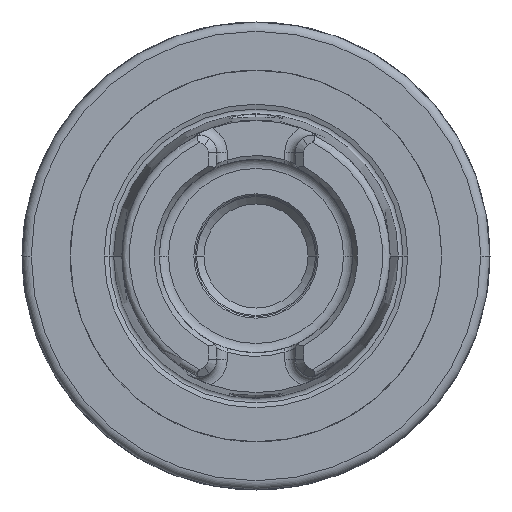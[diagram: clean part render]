
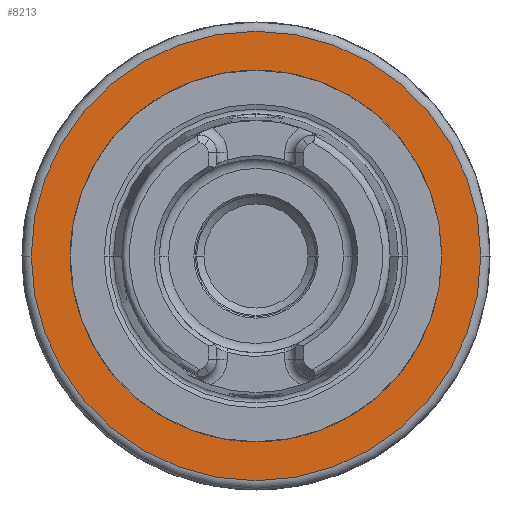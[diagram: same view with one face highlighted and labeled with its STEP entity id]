
A CAD part, left-side view. The second image highlights one B-rep face of the part: STEP entity #8213.
In plain terms, the highlighted planar face has unit normal (-1, 0, 0).
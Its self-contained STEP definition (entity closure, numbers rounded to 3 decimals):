
#7467=CARTESIAN_POINT('',(0.,0.,0.));
#7468=DIRECTION('',(-1.,0.,0.));
#7469=DIRECTION('',(0.,1.,0.));
#7470=AXIS2_PLACEMENT_3D('',#7467,#7468,#7469);
#7472=CARTESIAN_POINT('',(0.,0.,0.));
#7473=DIRECTION('',(-1.,0.,0.));
#7474=DIRECTION('',(0.,-1.,0.));
#7475=AXIS2_PLACEMENT_3D('',#7472,#7473,#7474);
#7630=CARTESIAN_POINT('',(0.,30.25,0.));
#7631=CARTESIAN_POINT('',(0.,-30.25,
0.));
#7632=VERTEX_POINT('',#7630);
#7633=VERTEX_POINT('',#7631);
#8203=CARTESIAN_POINT('',(0.,0.,0.));
#8204=DIRECTION('',(1.,0.,0.));
#8205=DIRECTION('',(0.,-1.,0.));
#8206=AXIS2_PLACEMENT_3D('',#8203,#8204,#8205);
#8207=PLANE('',#8206);
#8209=ORIENTED_EDGE('',*,*,#8208,.F.);
#8210=ORIENTED_EDGE('',*,*,#8193,.F.);
#8211=EDGE_LOOP('',(#8209,#8210));
#8212=FACE_OUTER_BOUND('',#8211,.F.);
#8213=ADVANCED_FACE('',(#8212),#8207,.F.);
#7471=CIRCLE('',#7470,30.25);
#7476=CIRCLE('',#7475,30.25);
#8193=EDGE_CURVE('',#7633,#7632,#7476,.T.);
#8208=EDGE_CURVE('',#7632,#7633,#7471,.T.);
